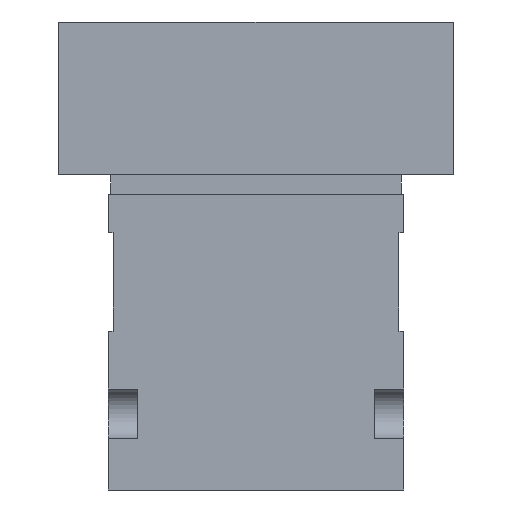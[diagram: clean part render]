
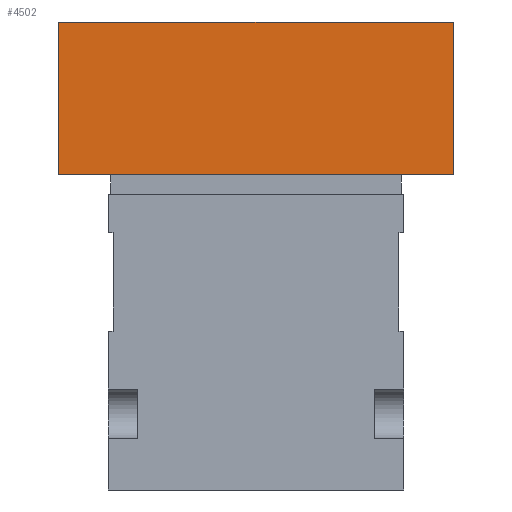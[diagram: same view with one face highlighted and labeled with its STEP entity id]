
A CAD part, front view. The second image highlights one B-rep face of the part: STEP entity #4502.
In plain terms, the highlighted face is planar.
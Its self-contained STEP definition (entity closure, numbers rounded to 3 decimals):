
#115 = LINE ( 'NONE', #1249, #3662 ) ;
#171 = DIRECTION ( 'NONE',  ( 0., 1., 0. ) ) ;
#415 = CARTESIAN_POINT ( 'NONE',  ( -37.5, 40., 31. ) ) ;
#687 = FACE_OUTER_BOUND ( 'NONE', #2607, .T. ) ;
#732 = PLANE ( 'NONE',  #1708 ) ;
#822 = ORIENTED_EDGE ( 'NONE', *, *, #3034, .T. ) ;
#908 = VERTEX_POINT ( 'NONE', #2489 ) ;
#1010 = VECTOR ( 'NONE', #3099, 1000. ) ;
#1195 = CARTESIAN_POINT ( 'NONE',  ( -37.5, 40., 0. ) ) ;
#1235 = CARTESIAN_POINT ( 'NONE',  ( -37.5, 40., 0. ) ) ;
#1249 = CARTESIAN_POINT ( 'NONE',  ( -37.5, -40., 31. ) ) ;
#1708 = AXIS2_PLACEMENT_3D ( 'NONE', #415, #2478, #1791 ) ;
#1729 = CARTESIAN_POINT ( 'NONE',  ( -37.5, -40., 31. ) ) ;
#1767 = ORIENTED_EDGE ( 'NONE', *, *, #4375, .F. ) ;
#1791 = DIRECTION ( 'NONE',  ( 0., 0., -1. ) ) ;
#1852 = CARTESIAN_POINT ( 'NONE',  ( -37.5, 40., 31. ) ) ;
#1953 = VERTEX_POINT ( 'NONE', #1235 ) ;
#2054 = LINE ( 'NONE', #1852, #3485 ) ;
#2061 = CARTESIAN_POINT ( 'NONE',  ( -37.5, -40., 31. ) ) ;
#2478 = DIRECTION ( 'NONE',  ( 1., 0., 0. ) ) ;
#2489 = CARTESIAN_POINT ( 'NONE',  ( -37.5, 40., 31. ) ) ;
#2607 = EDGE_LOOP ( 'NONE', ( #822, #1767, #3850, #3435 ) ) ;
#2686 = DIRECTION ( 'NONE',  ( 0., 0., 1. ) ) ;
#3034 = EDGE_CURVE ( 'NONE', #4354, #3119, #115, .T. ) ;
#3099 = DIRECTION ( 'NONE',  ( 0., -1., 0. ) ) ;
#3119 = VERTEX_POINT ( 'NONE', #2061 ) ;
#3158 = VECTOR ( 'NONE', #171, 1000. ) ;
#3243 = DIRECTION ( 'NONE',  ( 0., 0., -1. ) ) ;
#3267 = LINE ( 'NONE', #1195, #3158 ) ;
#3320 = LINE ( 'NONE', #1729, #1010 ) ;
#3435 = ORIENTED_EDGE ( 'NONE', *, *, #4169, .F. ) ;
#3485 = VECTOR ( 'NONE', #3243, 1000. ) ;
#3662 = VECTOR ( 'NONE', #2686, 1000. ) ;
#3850 = ORIENTED_EDGE ( 'NONE', *, *, #3998, .T. ) ;
#3998 = EDGE_CURVE ( 'NONE', #908, #1953, #2054, .T. ) ;
#4121 = CARTESIAN_POINT ( 'NONE',  ( -37.5, -40., 0. ) ) ;
#4169 = EDGE_CURVE ( 'NONE', #4354, #1953, #3267, .T. ) ;
#4354 = VERTEX_POINT ( 'NONE', #4121 ) ;
#4375 = EDGE_CURVE ( 'NONE', #908, #3119, #3320, .T. ) ;
#4502 = ADVANCED_FACE ( 'NONE', ( #687 ), #732, .F. ) ;
